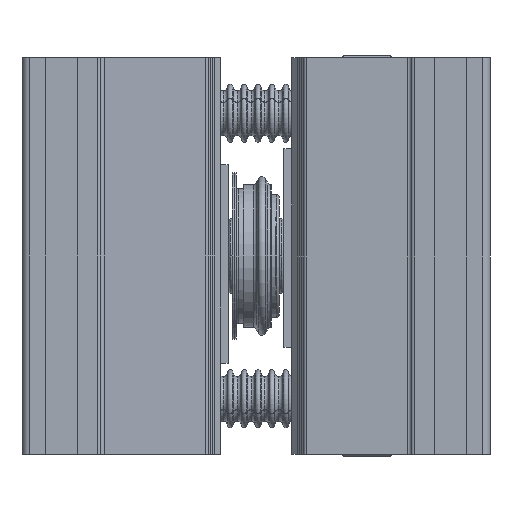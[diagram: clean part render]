
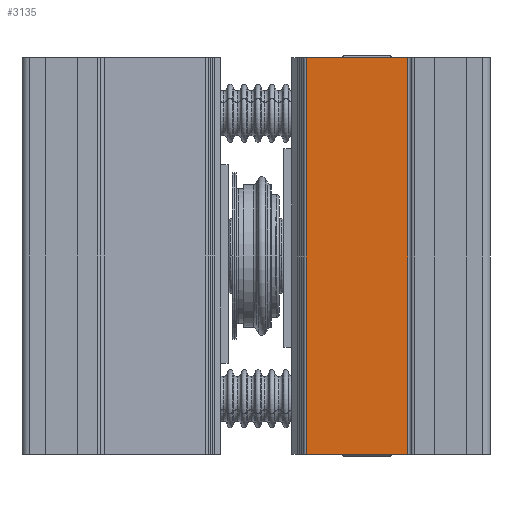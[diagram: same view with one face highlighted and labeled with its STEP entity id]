
A CAD part, left-side view. The second image highlights one B-rep face of the part: STEP entity #3135.
In plain terms, the highlighted planar face has unit normal (-1, 0.032, 0).
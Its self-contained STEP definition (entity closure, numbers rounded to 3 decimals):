
#1235 = VERTEX_POINT ( 'NONE', #21089 ) ;
#2029 = DIRECTION ( 'NONE',  ( 0., 0., -1. ) ) ;
#3135 = ADVANCED_FACE ( 'NONE', ( #29263 ), #34863, .F. ) ;
#3388 = CARTESIAN_POINT ( 'NONE',  ( -48.977, -29.287, 50. ) ) ;
#4299 = LINE ( 'NONE', #14678, #22322 ) ;
#6655 = DIRECTION ( 'NONE',  ( -0.032, -0.999, 0. ) ) ;
#8286 = EDGE_CURVE ( 'NONE', #31859, #9201, #36228, .T. ) ;
#8317 = EDGE_CURVE ( 'NONE', #27045, #1235, #15581, .T. ) ;
#9201 = VERTEX_POINT ( 'NONE', #18630 ) ;
#9635 = ORIENTED_EDGE ( 'NONE', *, *, #8286, .T. ) ;
#10221 = EDGE_CURVE ( 'NONE', #31859, #27045, #4299, .T. ) ;
#12063 = VECTOR ( 'NONE', #20892, 1000. ) ;
#12564 = CARTESIAN_POINT ( 'NONE',  ( -48.15, -3.65, -50. ) ) ;
#12682 = CARTESIAN_POINT ( 'NONE',  ( -48.15, -3.65, 50. ) ) ;
#12798 = DIRECTION ( 'NONE',  ( 0.999, -0.032, 0. ) ) ;
#13196 = CARTESIAN_POINT ( 'NONE',  ( -48.977, -29.287, 50. ) ) ;
#14003 = EDGE_CURVE ( 'NONE', #9201, #1235, #35899, .T. ) ;
#14309 = EDGE_LOOP ( 'NONE', ( #32384, #24406, #35272, #9635 ) ) ;
#14678 = CARTESIAN_POINT ( 'NONE',  ( -48.15, -3.65, 50. ) ) ;
#15581 = LINE ( 'NONE', #13196, #27406 ) ;
#17340 = CARTESIAN_POINT ( 'NONE',  ( -48.15, -3.65, 50. ) ) ;
#18630 = CARTESIAN_POINT ( 'NONE',  ( -48.15, -3.65, -50. ) ) ;
#20892 = DIRECTION ( 'NONE',  ( 0., 0., -1. ) ) ;
#21089 = CARTESIAN_POINT ( 'NONE',  ( -48.977, -29.287, -50. ) ) ;
#22322 = VECTOR ( 'NONE', #31315, 1000. ) ;
#24406 = ORIENTED_EDGE ( 'NONE', *, *, #8317, .F. ) ;
#26509 = DIRECTION ( 'NONE',  ( 0.032, 0.999, 0. ) ) ;
#26651 = VECTOR ( 'NONE', #6655, 1000. ) ;
#26751 = CARTESIAN_POINT ( 'NONE',  ( -48.15, -3.65, 50. ) ) ;
#27045 = VERTEX_POINT ( 'NONE', #3388 ) ;
#27406 = VECTOR ( 'NONE', #2029, 1000. ) ;
#29263 = FACE_OUTER_BOUND ( 'NONE', #14309, .T. ) ;
#31315 = DIRECTION ( 'NONE',  ( -0.032, -0.999, 0. ) ) ;
#31859 = VERTEX_POINT ( 'NONE', #17340 ) ;
#32384 = ORIENTED_EDGE ( 'NONE', *, *, #14003, .T. ) ;
#34765 = AXIS2_PLACEMENT_3D ( 'NONE', #26751, #12798, #26509 ) ;
#34863 = PLANE ( 'NONE',  #34765 ) ;
#35272 = ORIENTED_EDGE ( 'NONE', *, *, #10221, .F. ) ;
#35899 = LINE ( 'NONE', #12564, #26651 ) ;
#36228 = LINE ( 'NONE', #12682, #12063 ) ;
